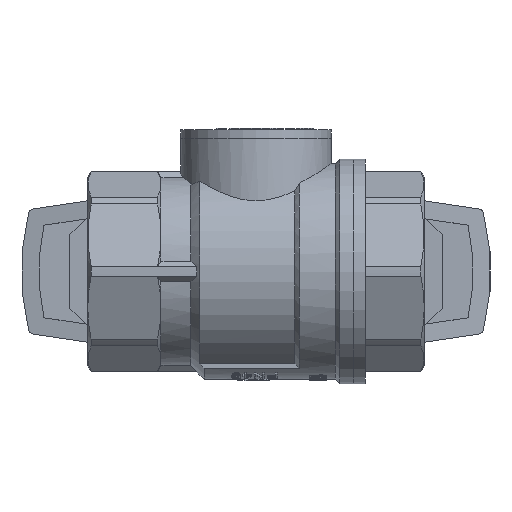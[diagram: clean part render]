
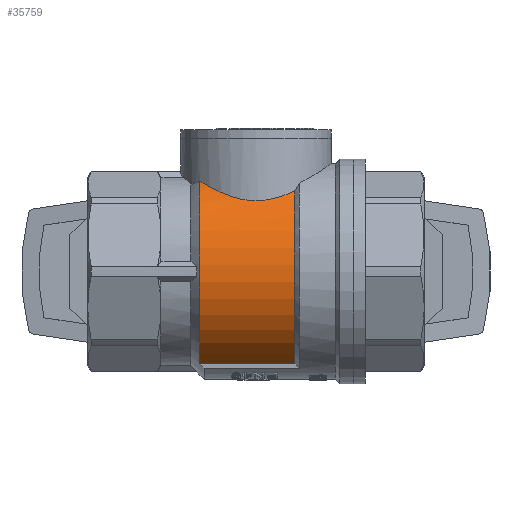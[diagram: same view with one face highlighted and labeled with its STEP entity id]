
A CAD part, front view. The second image highlights one B-rep face of the part: STEP entity #35759.
In plain terms, the highlighted cylindrical face has radius 17.5 mm (diameter 35 mm), a partial arc.
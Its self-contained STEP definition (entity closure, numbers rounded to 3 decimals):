
#117=B_SPLINE_CURVE_WITH_KNOTS('',3,(#49961,#49962,#49963,#49964,#49965,
#49966,#49967,#49968,#49969,#49970,#49971,#49972,#49973,#49974,#49975,#49976,
#49977,#49978,#49979,#49980,#49981,#49982,#49983,#49984,#49985,#49986,#49987,
#49988,#49989,#49990,#49991,#49992,#49993,#49994,#49995,#49996,#49997,#49998,
#49999,#50000,#50001,#50002,#50003,#50004,#50005,#50006,#50007,#50008,#50009,
#50010,#50011,#50012,#50013,#50014,#50015,#50016,#50017,#50018,#50019,#50020,
#50021,#50022,#50023,#50024,#50025,#50026,#50027,#50028,#50029,#50030),
 .UNSPECIFIED.,.F.,.F.,(4,3,3,3,3,3,3,3,3,3,3,3,3,3,3,3,3,3,3,3,3,3,3,4),
(0.,1.159,2.32,3.481,4.637,
5.213,5.792,6.95,8.107,8.683,
9.259,9.836,10.412,10.987,11.563,
12.139,12.715,13.291,13.867,15.021,
16.179,17.337,17.914,18.491),
 .PIECEWISE_BEZIER_KNOTS.);
#237=CYLINDRICAL_SURFACE('',#37551,17.5);
#373=CIRCLE('',#37546,17.5);
#375=CIRCLE('',#37552,17.5);
#802=LINE('',#49930,#4089);
#4089=VECTOR('',#40597,1000.);
#7399=ORIENTED_EDGE('',*,*,#16785,.T.);
#7400=ORIENTED_EDGE('',*,*,#16777,.F.);
#7401=ORIENTED_EDGE('',*,*,#16778,.F.);
#7402=ORIENTED_EDGE('',*,*,#16786,.F.);
#16777=EDGE_CURVE('',#21471,#21468,#802,.T.);
#16778=EDGE_CURVE('',#21472,#21471,#373,.T.);
#16785=EDGE_CURVE('',#21478,#21468,#375,.T.);
#16786=EDGE_CURVE('',#21478,#21472,#117,.T.);
#21468=VERTEX_POINT('',#49924);
#21471=VERTEX_POINT('',#49929);
#21472=VERTEX_POINT('',#49933);
#21478=VERTEX_POINT('',#49960);
#25532=EDGE_LOOP('',(#7399,#7400,#7401,#7402));
#27437=FACE_BOUND('',#25532,.T.);
#35759=ADVANCED_FACE('',(#27437),#237,.T.);
#37546=AXIS2_PLACEMENT_3D('',#49932,#40600,#40601);
#37551=AXIS2_PLACEMENT_3D('',#49958,#40612,#40613);
#37552=AXIS2_PLACEMENT_3D('',#49959,#40614,#40615);
#40597=DIRECTION('',(0.,0.,1.));
#40600=DIRECTION('',(0.,0.,-1.));
#40601=DIRECTION('',(-1.,0.,0.));
#40612=DIRECTION('',(0.,0.,-1.));
#40613=DIRECTION('',(-1.,0.,0.));
#40614=DIRECTION('',(0.,0.,-1.));
#40615=DIRECTION('',(-1.,0.,0.));
#49924=CARTESIAN_POINT('',(8.,-15.564,12.018));
#49929=CARTESIAN_POINT('',(8.,-15.564,-4.076));
#49930=CARTESIAN_POINT('',(8.,-15.564,2.5));
#49932=CARTESIAN_POINT('',(0.,0.,-4.076));
#49933=CARTESIAN_POINT('',(10.923,13.672,-4.076));
#49958=CARTESIAN_POINT('',(0.,0.,2.5));
#49959=CARTESIAN_POINT('',(0.,0.,12.018));
#49960=CARTESIAN_POINT('',(8.483,15.306,12.018));
#49961=CARTESIAN_POINT('',(8.483,15.306,12.018));
#49962=CARTESIAN_POINT('',(8.749,15.159,11.781));
#49963=CARTESIAN_POINT('',(9.005,15.008,11.534));
#49964=CARTESIAN_POINT('',(9.249,14.856,11.276));
#49965=CARTESIAN_POINT('',(9.494,14.704,11.018));
#49966=CARTESIAN_POINT('',(9.728,14.55,10.75));
#49967=CARTESIAN_POINT('',(9.95,14.396,10.472));
#49968=CARTESIAN_POINT('',(10.172,14.242,10.195));
#49969=CARTESIAN_POINT('',(10.383,14.089,9.908));
#49970=CARTESIAN_POINT('',(10.582,13.938,9.613));
#49971=CARTESIAN_POINT('',(10.78,13.788,9.318));
#49972=CARTESIAN_POINT('',(10.966,13.64,9.014));
#49973=CARTESIAN_POINT('',(11.14,13.497,8.702));
#49974=CARTESIAN_POINT('',(11.227,13.425,8.546));
#49975=CARTESIAN_POINT('',(11.31,13.355,8.389));
#49976=CARTESIAN_POINT('',(11.391,13.285,8.228));
#49977=CARTESIAN_POINT('',(11.471,13.216,8.068));
#49978=CARTESIAN_POINT('',(11.549,13.148,7.905));
#49979=CARTESIAN_POINT('',(11.624,13.082,7.74));
#49980=CARTESIAN_POINT('',(11.773,12.95,7.409));
#49981=CARTESIAN_POINT('',(11.909,12.824,7.069));
#49982=CARTESIAN_POINT('',(12.031,12.709,6.722));
#49983=CARTESIAN_POINT('',(12.153,12.593,6.374));
#49984=CARTESIAN_POINT('',(12.261,12.488,6.018));
#49985=CARTESIAN_POINT('',(12.353,12.396,5.656));
#49986=CARTESIAN_POINT('',(12.399,12.35,5.476));
#49987=CARTESIAN_POINT('',(12.442,12.307,5.293));
#49988=CARTESIAN_POINT('',(12.48,12.268,5.109));
#49989=CARTESIAN_POINT('',(12.519,12.229,4.925));
#49990=CARTESIAN_POINT('',(12.553,12.193,4.739));
#49991=CARTESIAN_POINT('',(12.584,12.161,4.552));
#49992=CARTESIAN_POINT('',(12.614,12.13,4.365));
#49993=CARTESIAN_POINT('',(12.641,12.102,4.177));
#49994=CARTESIAN_POINT('',(12.663,12.079,3.988));
#49995=CARTESIAN_POINT('',(12.685,12.056,3.799));
#49996=CARTESIAN_POINT('',(12.703,12.037,3.608));
#49997=CARTESIAN_POINT('',(12.717,12.022,3.417));
#49998=CARTESIAN_POINT('',(12.731,12.007,3.226));
#49999=CARTESIAN_POINT('',(12.74,11.997,3.035));
#50000=CARTESIAN_POINT('',(12.745,11.992,2.843));
#50001=CARTESIAN_POINT('',(12.751,11.986,2.651));
#50002=CARTESIAN_POINT('',(12.751,11.986,2.459));
#50003=CARTESIAN_POINT('',(12.748,11.989,2.267));
#50004=CARTESIAN_POINT('',(12.744,11.993,2.076));
#50005=CARTESIAN_POINT('',(12.737,12.001,1.884));
#50006=CARTESIAN_POINT('',(12.724,12.014,1.693));
#50007=CARTESIAN_POINT('',(12.712,12.027,1.502));
#50008=CARTESIAN_POINT('',(12.696,12.044,1.311));
#50009=CARTESIAN_POINT('',(12.675,12.066,1.121));
#50010=CARTESIAN_POINT('',(12.655,12.088,0.932));
#50011=CARTESIAN_POINT('',(12.63,12.114,0.743));
#50012=CARTESIAN_POINT('',(12.601,12.144,0.555));
#50013=CARTESIAN_POINT('',(12.572,12.174,0.368));
#50014=CARTESIAN_POINT('',(12.539,12.208,0.182));
#50015=CARTESIAN_POINT('',(12.502,12.246,-0.003));
#50016=CARTESIAN_POINT('',(12.428,12.321,-0.372));
#50017=CARTESIAN_POINT('',(12.338,12.411,-0.735));
#50018=CARTESIAN_POINT('',(12.234,12.514,-1.092));
#50019=CARTESIAN_POINT('',(12.129,12.616,-1.448));
#50020=CARTESIAN_POINT('',(12.009,12.73,-1.798));
#50021=CARTESIAN_POINT('',(11.876,12.853,-2.139));
#50022=CARTESIAN_POINT('',(11.743,12.976,-2.48));
#50023=CARTESIAN_POINT('',(11.596,13.108,-2.813));
#50024=CARTESIAN_POINT('',(11.437,13.246,-3.136));
#50025=CARTESIAN_POINT('',(11.357,13.314,-3.297));
#50026=CARTESIAN_POINT('',(11.275,13.384,-3.456));
#50027=CARTESIAN_POINT('',(11.189,13.455,-3.612));
#50028=CARTESIAN_POINT('',(11.104,13.527,-3.769));
#50029=CARTESIAN_POINT('',(11.015,13.599,-3.924));
#50030=CARTESIAN_POINT('',(10.923,13.672,-4.076));
